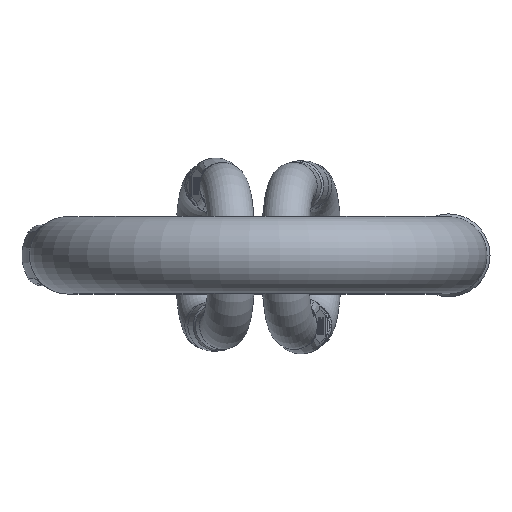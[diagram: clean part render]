
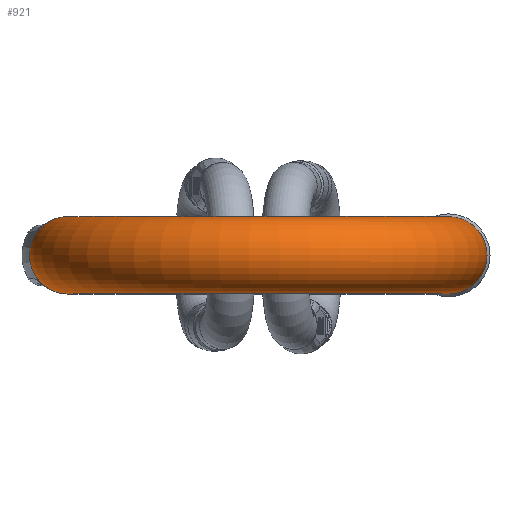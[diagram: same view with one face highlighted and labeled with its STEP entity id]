
A CAD part, top view. The second image highlights one B-rep face of the part: STEP entity #921.
In plain terms, the highlighted toroidal (fillet/blend) face has major radius 81.5 mm and minor radius 16.5 mm.
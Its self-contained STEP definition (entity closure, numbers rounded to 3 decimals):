
#209=TOROIDAL_SURFACE('',#8801,81.5,16.5);
#816=CIRCLE('',#8790,16.5);
#818=CIRCLE('',#8794,16.5);
#921=ADVANCED_FACE('',(#1705,#1706),#209,.T.);
#1705=FACE_BOUND('',#1817,.T.);
#1706=FACE_BOUND('',#1818,.T.);
#1817=EDGE_LOOP('',(#3268));
#1818=EDGE_LOOP('',(#3269));
#3268=ORIENTED_EDGE('',*,*,#6569,.T.);
#3269=ORIENTED_EDGE('',*,*,#6567,.F.);
#5748=VERTEX_POINT('',#12120);
#5750=VERTEX_POINT('',#12126);
#6567=EDGE_CURVE('',#5748,#5748,#816,.T.);
#6569=EDGE_CURVE('',#5750,#5750,#818,.T.);
#8790=AXIS2_PLACEMENT_3D('',#12119,#9314,#9315);
#8794=AXIS2_PLACEMENT_3D('',#12125,#9322,#9323);
#8801=AXIS2_PLACEMENT_3D('',#12136,#9336,#9337);
#9314=DIRECTION('',(0.,0.,-1.));
#9315=DIRECTION('',(1.,0.,0.));
#9322=DIRECTION('',(0.,0.,1.));
#9323=DIRECTION('',(1.,0.,0.));
#9336=DIRECTION('',(0.,-1.,0.));
#9337=DIRECTION('',(0.,0.,-1.));
#12119=CARTESIAN_POINT('',(-81.5,0.,50.));
#12120=CARTESIAN_POINT('',(-65.,0.,50.));
#12125=CARTESIAN_POINT('',(81.5,0.,50.));
#12126=CARTESIAN_POINT('',(98.,0.,50.));
#12136=CARTESIAN_POINT('',(0.,0.,50.));
